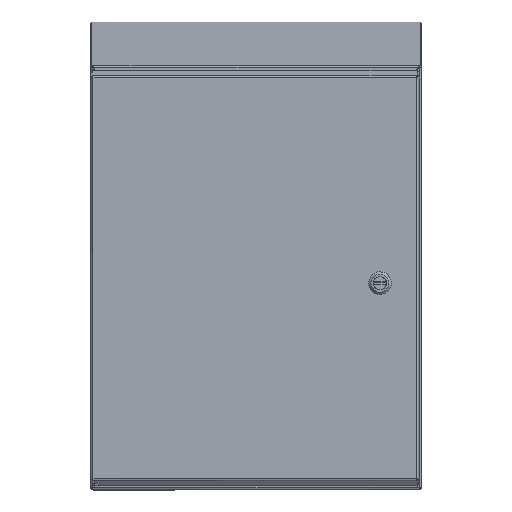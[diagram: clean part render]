
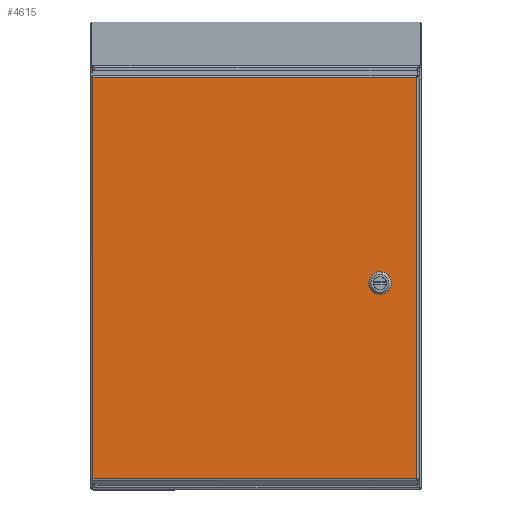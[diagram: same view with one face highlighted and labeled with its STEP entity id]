
A CAD part, top view. The second image highlights one B-rep face of the part: STEP entity #4615.
In plain terms, the highlighted planar face has unit normal (0, 0, 1).
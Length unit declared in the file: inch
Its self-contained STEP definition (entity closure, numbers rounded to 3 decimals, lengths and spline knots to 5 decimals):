
#349 = EDGE_LOOP ( 'NONE', ( #4305, #9589, #41175, #50862 ) ) ;
#727 = PLANE ( 'NONE',  #12706 ) ;
#1484 = EDGE_CURVE ( 'NONE', #39393, #39226, #15756, .T. ) ;
#1660 = VERTEX_POINT ( 'NONE', #78842 ) ;
#1739 = EDGE_CURVE ( 'NONE', #27148, #15131, #48300, .T. ) ;
#3091 = LINE ( 'NONE', #79376, #18922 ) ;
#3932 = EDGE_CURVE ( 'NONE', #17438, #27148, #55511, .T. ) ;
#4305 = ORIENTED_EDGE ( 'NONE', *, *, #3932, .T. ) ;
#4495 = VECTOR ( 'NONE', #78542, 39.37008 ) ;
#4530 = CIRCLE ( 'NONE', #26345, 0.453 ) ;
#4535 = ORIENTED_EDGE ( 'NONE', *, *, #53713, .T. ) ;
#4615 = ADVANCED_FACE ( 'NONE', ( #78526, #82740 ), #727, .T. ) ;
#5164 = AXIS2_PLACEMENT_3D ( 'NONE', #65346, #18078, #57816 ) ;
#5178 = CARTESIAN_POINT ( 'NONE',  ( -0.06118, 8.67031, 6.8865 ) ) ;
#7079 = CARTESIAN_POINT ( 'NONE',  ( 6.00129, -1.30282, 6.8865 ) ) ;
#7751 = DIRECTION ( 'NONE',  ( 0., 0., 1. ) ) ;
#9589 = ORIENTED_EDGE ( 'NONE', *, *, #1739, .T. ) ;
#9790 = VERTEX_POINT ( 'NONE', #11454 ) ;
#10291 = CARTESIAN_POINT ( 'NONE',  ( -0.06118, -10.77604, 6.8865 ) ) ;
#10319 = VECTOR ( 'NONE', #25377, 39.37008 ) ;
#10458 = CARTESIAN_POINT ( 'NONE',  ( 5.78782, -0.90336, 6.8865 ) ) ;
#11416 = LINE ( 'NONE', #45725, #10319 ) ;
#11454 = CARTESIAN_POINT ( 'NONE',  ( 7.77107, -10.77604, 6.8865 ) ) ;
#11470 = VERTEX_POINT ( 'NONE', #48787 ) ;
#11714 = CARTESIAN_POINT ( 'NONE',  ( 5.60182, -1.0893, 6.8865 ) ) ;
#12706 = AXIS2_PLACEMENT_3D ( 'NONE', #14833, #7751, #27253 ) ;
#13339 = EDGE_CURVE ( 'NONE', #18157, #72854, #65657, .T. ) ;
#14398 = DIRECTION ( 'NONE',  ( -1., 0., 0. ) ) ;
#14765 = EDGE_CURVE ( 'NONE', #9790, #17438, #11416, .T. ) ;
#14833 = CARTESIAN_POINT ( 'NONE',  ( -0.06118, -1.05286, 6.8865 ) ) ;
#15131 = VERTEX_POINT ( 'NONE', #35372 ) ;
#15756 = LINE ( 'NONE', #39014, #16805 ) ;
#16332 = EDGE_CURVE ( 'NONE', #1660, #11470, #43645, .T. ) ;
#16805 = VECTOR ( 'NONE', #53098, 39.37008 ) ;
#17438 = VERTEX_POINT ( 'NONE', #77964 ) ;
#17443 = CARTESIAN_POINT ( 'NONE',  ( 6.40082, -1.51643, 6.8865 ) ) ;
#17540 = CIRCLE ( 'NONE', #63189, 0.453 ) ;
#17631 = VECTOR ( 'NONE', #58196, 39.37008 ) ;
#18078 = DIRECTION ( 'NONE',  ( 0., 0., -1. ) ) ;
#18157 = VERTEX_POINT ( 'NONE', #24262 ) ;
#18922 = VECTOR ( 'NONE', #14398, 39.37008 ) ;
#20587 = CARTESIAN_POINT ( 'NONE',  ( 6.00129, -1.30291, 6.8865 ) ) ;
#23614 = CARTESIAN_POINT ( 'NONE',  ( 5.60182, -1.0893, 6.8865 ) ) ;
#24111 = DIRECTION ( 'NONE',  ( 1., 0., 0. ) ) ;
#24262 = CARTESIAN_POINT ( 'NONE',  ( 5.78776, -1.70236, 6.8865 ) ) ;
#24794 = DIRECTION ( 'NONE',  ( -1., 0., 0. ) ) ;
#25377 = DIRECTION ( 'NONE',  ( 0., 1., 0. ) ) ;
#25494 = CARTESIAN_POINT ( 'NONE',  ( -7.89343, 8.67031, 6.8865 ) ) ;
#26025 = CARTESIAN_POINT ( 'NONE',  ( 5.60182, -1.51643, 6.8865 ) ) ;
#26345 = AXIS2_PLACEMENT_3D ( 'NONE', #20587, #48257, #47969 ) ;
#26442 = ORIENTED_EDGE ( 'NONE', *, *, #1484, .T. ) ;
#26701 = ORIENTED_EDGE ( 'NONE', *, *, #28724, .T. ) ;
#27148 = VERTEX_POINT ( 'NONE', #25494 ) ;
#27253 = DIRECTION ( 'NONE',  ( 1., 0., 0. ) ) ;
#28252 = LINE ( 'NONE', #23614, #47181 ) ;
#28724 = EDGE_CURVE ( 'NONE', #39226, #48328, #17540, .T. ) ;
#29377 = EDGE_LOOP ( 'NONE', ( #59125, #26442, #26701, #46636, #81397, #4535, #30353, #78683 ) ) ;
#30353 = ORIENTED_EDGE ( 'NONE', *, *, #13339, .T. ) ;
#34182 = DIRECTION ( 'NONE',  ( 0., 0., -1. ) ) ;
#35372 = CARTESIAN_POINT ( 'NONE',  ( -7.89343, -10.77604, 6.8865 ) ) ;
#36128 = LINE ( 'NONE', #17443, #4495 ) ;
#36575 = LINE ( 'NONE', #10291, #41793 ) ;
#38380 = DIRECTION ( 'NONE',  ( 0., 0., -1. ) ) ;
#39014 = CARTESIAN_POINT ( 'NONE',  ( 6.21494, -0.90336, 6.8865 ) ) ;
#39226 = VERTEX_POINT ( 'NONE', #71277 ) ;
#39393 = VERTEX_POINT ( 'NONE', #10458 ) ;
#41073 = AXIS2_PLACEMENT_3D ( 'NONE', #64755, #38380, #24794 ) ;
#41175 = ORIENTED_EDGE ( 'NONE', *, *, #51404, .T. ) ;
#41793 = VECTOR ( 'NONE', #24111, 39.37008 ) ;
#43645 = CIRCLE ( 'NONE', #5164, 0.453 ) ;
#45725 = CARTESIAN_POINT ( 'NONE',  ( 7.77107, -1.05286, 6.8865 ) ) ;
#46636 = ORIENTED_EDGE ( 'NONE', *, *, #81369, .T. ) ;
#47046 = EDGE_CURVE ( 'NONE', #57443, #39393, #4530, .T. ) ;
#47181 = VECTOR ( 'NONE', #85838, 39.37008 ) ;
#47969 = DIRECTION ( 'NONE',  ( -1., 0., 0. ) ) ;
#48257 = DIRECTION ( 'NONE',  ( 0., 0., -1. ) ) ;
#48300 = LINE ( 'NONE', #78948, #53511 ) ;
#48328 = VERTEX_POINT ( 'NONE', #56252 ) ;
#48787 = CARTESIAN_POINT ( 'NONE',  ( 6.21488, -1.70236, 6.8865 ) ) ;
#50862 = ORIENTED_EDGE ( 'NONE', *, *, #14765, .T. ) ;
#51404 = EDGE_CURVE ( 'NONE', #15131, #9790, #36575, .T. ) ;
#53098 = DIRECTION ( 'NONE',  ( 1., 0., 0. ) ) ;
#53511 = VECTOR ( 'NONE', #58444, 39.37008 ) ;
#53713 = EDGE_CURVE ( 'NONE', #11470, #18157, #3091, .T. ) ;
#55511 = LINE ( 'NONE', #5178, #17631 ) ;
#56252 = CARTESIAN_POINT ( 'NONE',  ( 6.40082, -1.0893, 6.8865 ) ) ;
#57443 = VERTEX_POINT ( 'NONE', #11714 ) ;
#57816 = DIRECTION ( 'NONE',  ( -1., 0., 0. ) ) ;
#58196 = DIRECTION ( 'NONE',  ( -1., 0., 0. ) ) ;
#58444 = DIRECTION ( 'NONE',  ( 0., -1., 0. ) ) ;
#59125 = ORIENTED_EDGE ( 'NONE', *, *, #47046, .T. ) ;
#61217 = DIRECTION ( 'NONE',  ( -1., 0., 0. ) ) ;
#63189 = AXIS2_PLACEMENT_3D ( 'NONE', #7079, #34182, #61217 ) ;
#64755 = CARTESIAN_POINT ( 'NONE',  ( 6.00132, -1.30286, 6.8865 ) ) ;
#65346 = CARTESIAN_POINT ( 'NONE',  ( 6.00132, -1.30286, 6.8865 ) ) ;
#65657 = CIRCLE ( 'NONE', #41073, 0.453 ) ;
#67190 = EDGE_CURVE ( 'NONE', #72854, #57443, #28252, .T. ) ;
#71277 = CARTESIAN_POINT ( 'NONE',  ( 6.21494, -0.90336, 6.8865 ) ) ;
#72854 = VERTEX_POINT ( 'NONE', #26025 ) ;
#77964 = CARTESIAN_POINT ( 'NONE',  ( 7.77107, 8.67031, 6.8865 ) ) ;
#78526 = FACE_BOUND ( 'NONE', #29377, .T. ) ;
#78542 = DIRECTION ( 'NONE',  ( 0., -1., 0. ) ) ;
#78683 = ORIENTED_EDGE ( 'NONE', *, *, #67190, .T. ) ;
#78842 = CARTESIAN_POINT ( 'NONE',  ( 6.40082, -1.51643, 6.8865 ) ) ;
#78948 = CARTESIAN_POINT ( 'NONE',  ( -7.89343, -1.05286, 6.8865 ) ) ;
#79376 = CARTESIAN_POINT ( 'NONE',  ( 5.78776, -1.70236, 6.8865 ) ) ;
#81369 = EDGE_CURVE ( 'NONE', #48328, #1660, #36128, .T. ) ;
#81397 = ORIENTED_EDGE ( 'NONE', *, *, #16332, .T. ) ;
#82740 = FACE_OUTER_BOUND ( 'NONE', #349, .T. ) ;
#85838 = DIRECTION ( 'NONE',  ( 0., 1., 0. ) ) ;
